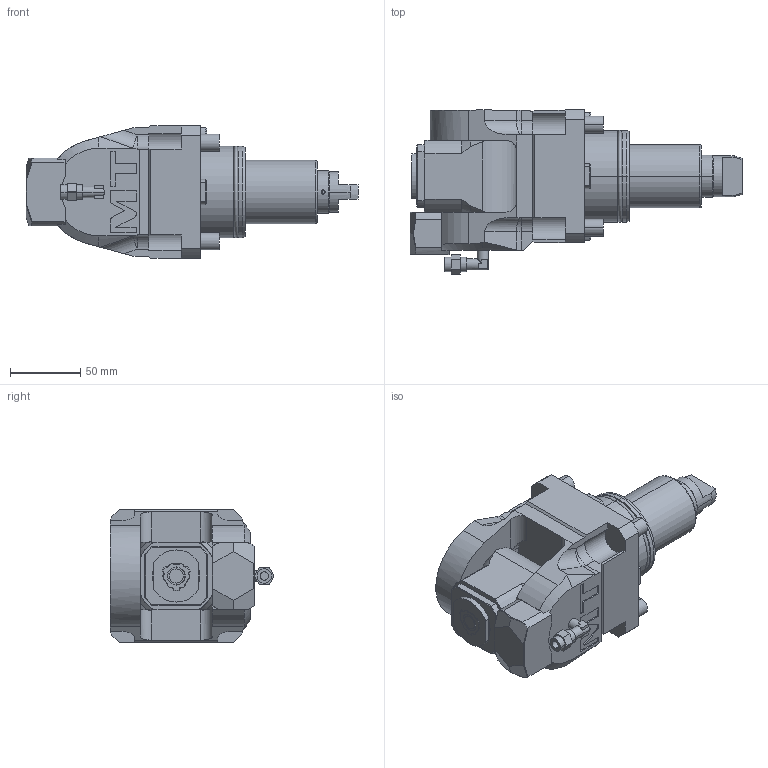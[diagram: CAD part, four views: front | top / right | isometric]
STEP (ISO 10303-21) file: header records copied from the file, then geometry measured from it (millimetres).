
FILE_DESCRIPTION((''),'2;1');
FILE_NAME('DWO1945316_CONF','2024-12-11T16:26:44',('smalpassi'),('M.T. srl'),'CREO PARAMETRIC BY PTC INC, 2023352','CREO PARAMETRIC BY PTC INC, 2023352','');
FILE_SCHEMA(('CONFIG_CONTROL_DESIGN'));
Length unit declared in the file: millimetre
Products named in the file (1): DWO1945316_CONF
Bounding box: 235.7 x 116.37 x 94 mm (x, y, z)
Volume: 960477.4 mm3; surface area: 95036.5 mm2
Topology: 1 solids, 1 shells, 436 faces, 1099 edges, 702 vertices
Faces by surface type: plane 206, cylinder 137, cone 52, bspline 16, torus 15, sphere 6, extrusion 4
Entity records: 14710 total; most frequent: CARTESIAN_POINT 4366, ORIENTED_EDGE 2198, DIRECTION 2054, EDGE_CURVE 1099, AXIS2_PLACEMENT_3D 734, VERTEX_POINT 702, VECTOR 586, LINE 582
